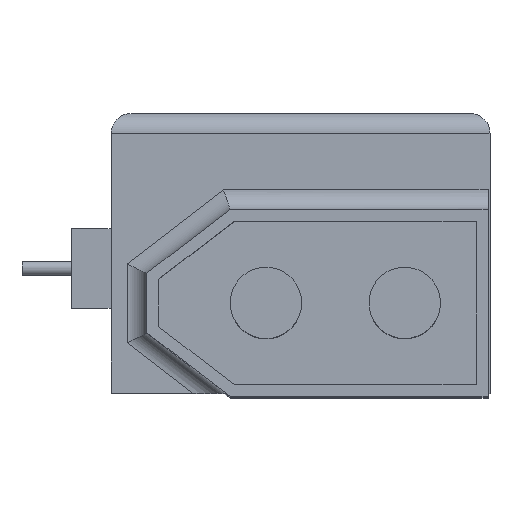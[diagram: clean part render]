
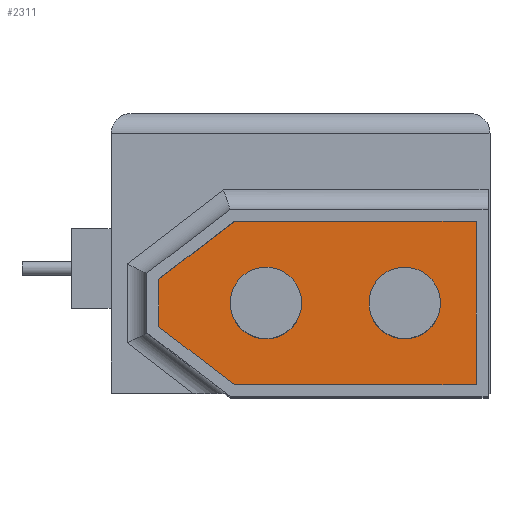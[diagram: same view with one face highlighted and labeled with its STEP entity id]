
A CAD part, top view. The second image highlights one B-rep face of the part: STEP entity #2311.
In plain terms, the highlighted planar face has unit normal (0, 0, 1).
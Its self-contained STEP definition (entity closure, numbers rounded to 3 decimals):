
#2050=CARTESIAN_POINT('Axis2P3D Location',(-11.2,0.,43.9)) ;
#2054=CARTESIAN_POINT('Vertex',(-9.4,0.,43.9)) ;
#2056=CARTESIAN_POINT('Vertex',(-13.,0.,43.9)) ;
#2077=CARTESIAN_POINT('Axis2P3D Location',(-11.2,0.,43.9)) ;
#2095=CARTESIAN_POINT('Axis2P3D Location',(-4.2,0.,43.9)) ;
#2099=CARTESIAN_POINT('Vertex',(-2.4,0.,43.9)) ;
#2101=CARTESIAN_POINT('Vertex',(-6.,0.,43.9)) ;
#2122=CARTESIAN_POINT('Axis2P3D Location',(-4.2,0.,43.9)) ;
#2144=CARTESIAN_POINT('Vertex',(-16.6,-1.204,43.9)) ;
#2151=CARTESIAN_POINT('Vertex',(-12.796,-4.125,43.9)) ;
#2154=CARTESIAN_POINT('Line Origine',(-14.698,-2.665,43.9)) ;
#2183=CARTESIAN_POINT('Vertex',(-16.6,0.,43.9)) ;
#2186=CARTESIAN_POINT('Line Origine',(-16.6,-0.602,43.9)) ;
#2203=CARTESIAN_POINT('Vertex',(-16.6,1.204,43.9)) ;
#2206=CARTESIAN_POINT('Line Origine',(-16.6,0.602,43.9)) ;
#2228=CARTESIAN_POINT('Vertex',(-12.796,4.125,43.9)) ;
#2231=CARTESIAN_POINT('Line Origine',(-14.698,2.665,43.9)) ;
#2253=CARTESIAN_POINT('Vertex',(-0.6,-4.125,43.9)) ;
#2256=CARTESIAN_POINT('Line Origine',(-6.698,-4.125,43.9)) ;
#2269=CARTESIAN_POINT('Axis2P3D Location',(0.,0.,43.9)) ;
#2274=CARTESIAN_POINT('Line Origine',(-0.6,2.063,43.9)) ;
#2278=CARTESIAN_POINT('Vertex',(-0.6,0.,43.9)) ;
#2280=CARTESIAN_POINT('Vertex',(-0.6,4.125,43.9)) ;
#2283=CARTESIAN_POINT('Line Origine',(-6.698,4.125,43.9)) ;
#2288=CARTESIAN_POINT('Line Origine',(-0.6,-2.063,43.9)) ;
#2156=VECTOR('Line Direction',#2155,1.) ;
#2188=VECTOR('Line Direction',#2187,1.) ;
#2208=VECTOR('Line Direction',#2207,1.) ;
#2233=VECTOR('Line Direction',#2232,1.) ;
#2258=VECTOR('Line Direction',#2257,1.) ;
#2276=VECTOR('Line Direction',#2275,1.) ;
#2285=VECTOR('Line Direction',#2284,1.) ;
#2290=VECTOR('Line Direction',#2289,1.) ;
#2051=DIRECTION('Axis2P3D Direction',(0.,0.,1.)) ;
#2078=DIRECTION('Axis2P3D Direction',(0.,0.,1.)) ;
#2096=DIRECTION('Axis2P3D Direction',(0.,0.,1.)) ;
#2123=DIRECTION('Axis2P3D Direction',(0.,0.,1.)) ;
#2155=DIRECTION('Vector Direction',(-0.793,0.609,0.)) ;
#2187=DIRECTION('Vector Direction',(0.,1.,0.)) ;
#2207=DIRECTION('Vector Direction',(0.,-1.,0.)) ;
#2232=DIRECTION('Vector Direction',(-0.793,-0.609,0.)) ;
#2257=DIRECTION('Vector Direction',(-1.,0.,0.)) ;
#2270=DIRECTION('Axis2P3D Direction',(0.,0.,1.)) ;
#2271=DIRECTION('Axis2P3D XDirection',(1.,0.,0.)) ;
#2275=DIRECTION('Vector Direction',(0.,1.,0.)) ;
#2284=DIRECTION('Vector Direction',(-1.,0.,0.)) ;
#2289=DIRECTION('Vector Direction',(0.,-1.,0.)) ;
#2052=AXIS2_PLACEMENT_3D('Circle Axis2P3D',#2050,#2051,$) ;
#2079=AXIS2_PLACEMENT_3D('Circle Axis2P3D',#2077,#2078,$) ;
#2097=AXIS2_PLACEMENT_3D('Circle Axis2P3D',#2095,#2096,$) ;
#2124=AXIS2_PLACEMENT_3D('Circle Axis2P3D',#2122,#2123,$) ;
#2272=AXIS2_PLACEMENT_3D('Plane Axis2P3D',#2269,#2270,#2271) ;
#2157=LINE('Line',#2154,#2156) ;
#2189=LINE('Line',#2186,#2188) ;
#2209=LINE('Line',#2206,#2208) ;
#2234=LINE('Line',#2231,#2233) ;
#2259=LINE('Line',#2256,#2258) ;
#2277=LINE('Line',#2274,#2276) ;
#2286=LINE('Line',#2283,#2285) ;
#2291=LINE('Line',#2288,#2290) ;
#2053=CIRCLE('generated circle',#2052,1.8) ;
#2080=CIRCLE('generated circle',#2079,1.8) ;
#2098=CIRCLE('generated circle',#2097,1.8) ;
#2125=CIRCLE('generated circle',#2124,1.8) ;
#2273=PLANE('',#2272) ;
#2306=FACE_BOUND('',#2303,.T.) ;
#2310=FACE_BOUND('',#2307,.T.) ;
#2058=EDGE_CURVE('',#2055,#2057,#2053,.T.) ;
#2081=EDGE_CURVE('',#2057,#2055,#2080,.T.) ;
#2103=EDGE_CURVE('',#2100,#2102,#2098,.T.) ;
#2126=EDGE_CURVE('',#2102,#2100,#2125,.T.) ;
#2158=EDGE_CURVE('',#2145,#2152,#2157,.F.) ;
#2190=EDGE_CURVE('',#2184,#2145,#2189,.F.) ;
#2210=EDGE_CURVE('',#2204,#2184,#2209,.T.) ;
#2235=EDGE_CURVE('',#2229,#2204,#2234,.T.) ;
#2260=EDGE_CURVE('',#2152,#2254,#2259,.F.) ;
#2282=EDGE_CURVE('',#2279,#2281,#2277,.T.) ;
#2287=EDGE_CURVE('',#2281,#2229,#2286,.T.) ;
#2292=EDGE_CURVE('',#2254,#2279,#2291,.F.) ;
#2294=ORIENTED_EDGE('',*,*,#2282,.T.) ;
#2295=ORIENTED_EDGE('',*,*,#2287,.T.) ;
#2296=ORIENTED_EDGE('',*,*,#2235,.T.) ;
#2297=ORIENTED_EDGE('',*,*,#2210,.T.) ;
#2298=ORIENTED_EDGE('',*,*,#2190,.T.) ;
#2299=ORIENTED_EDGE('',*,*,#2158,.T.) ;
#2300=ORIENTED_EDGE('',*,*,#2260,.T.) ;
#2301=ORIENTED_EDGE('',*,*,#2292,.T.) ;
#2304=ORIENTED_EDGE('',*,*,#2126,.F.) ;
#2305=ORIENTED_EDGE('',*,*,#2103,.F.) ;
#2308=ORIENTED_EDGE('',*,*,#2081,.F.) ;
#2309=ORIENTED_EDGE('',*,*,#2058,.F.) ;
#2293=EDGE_LOOP('',(#2294,#2295,#2296,#2297,#2298,#2299,#2300,#2301)) ;
#2303=EDGE_LOOP('',(#2304,#2305)) ;
#2307=EDGE_LOOP('',(#2308,#2309)) ;
#2055=VERTEX_POINT('',#2054) ;
#2057=VERTEX_POINT('',#2056) ;
#2100=VERTEX_POINT('',#2099) ;
#2102=VERTEX_POINT('',#2101) ;
#2145=VERTEX_POINT('',#2144) ;
#2152=VERTEX_POINT('',#2151) ;
#2184=VERTEX_POINT('',#2183) ;
#2204=VERTEX_POINT('',#2203) ;
#2229=VERTEX_POINT('',#2228) ;
#2254=VERTEX_POINT('',#2253) ;
#2279=VERTEX_POINT('',#2278) ;
#2281=VERTEX_POINT('',#2280) ;
#2311=ADVANCED_FACE('PartBody',(#2302,#2306,#2310),#2273,.T.) ;
#2302=FACE_OUTER_BOUND('',#2293,.T.) ;
